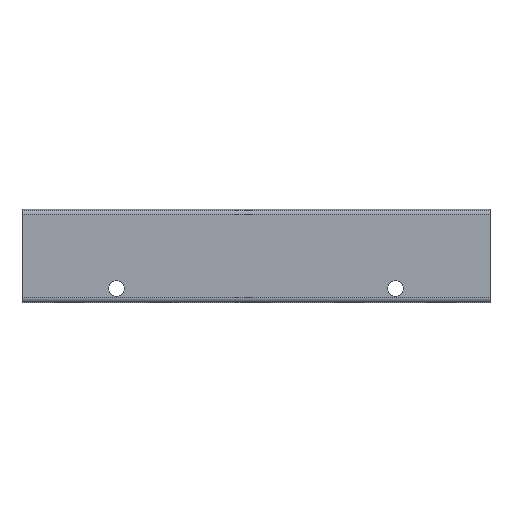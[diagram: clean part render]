
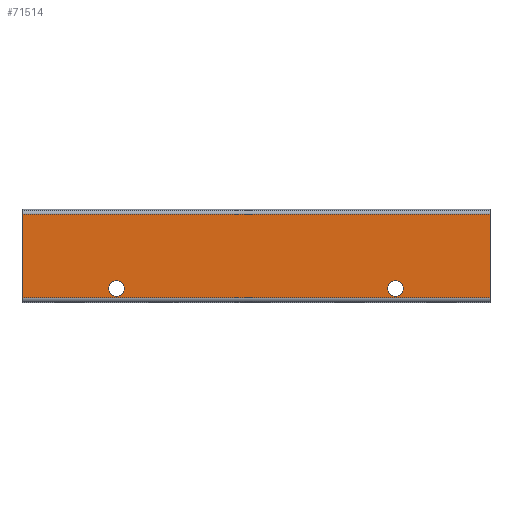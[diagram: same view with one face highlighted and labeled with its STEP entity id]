
A CAD part, top view. The second image highlights one B-rep face of the part: STEP entity #71514.
In plain terms, the highlighted planar face has unit normal (0, 0, 1).
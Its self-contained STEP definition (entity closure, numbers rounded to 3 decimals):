
#143=CARTESIAN_POINT('',(92.5,-10.5,10.0));
#144=VERTEX_POINT('',#143);
#160=CARTESIAN_POINT('',(87.5,-10.5,10.0));
#161=VERTEX_POINT('',#160);
#168=CARTESIAN_POINT('',(90.0,-10.5,10.0));
#169=DIRECTION('',(0.0,0.0,-1.0));
#170=DIRECTION('',(1.0,0.0,0.0));
#171=AXIS2_PLACEMENT_3D('',#168,#169,#170);
#172=CIRCLE('',#171,2.5);
#173=EDGE_CURVE('',#144,#161,#172,.T.);
#185=CARTESIAN_POINT('',(2.5,-10.5,10.0));
#186=VERTEX_POINT('',#185);
#202=CARTESIAN_POINT('',(-2.5,-10.5,10.0));
#203=VERTEX_POINT('',#202);
#210=CARTESIAN_POINT('',(0.,-10.5,10.0));
#211=DIRECTION('',(0.0,0.0,-1.0));
#212=DIRECTION('',(1.0,0.0,0.0));
#213=AXIS2_PLACEMENT_3D('',#210,#211,#212);
#214=CIRCLE('',#213,2.5);
#215=EDGE_CURVE('',#186,#203,#214,.T.);
#955=CARTESIAN_POINT('',(120.5,-13.5,10.0));
#956=VERTEX_POINT('',#955);
#964=CARTESIAN_POINT('',(-30.5,-13.5,10.0));
#965=VERTEX_POINT('',#964);
#966=CARTESIAN_POINT('',(120.5,-13.5,10.0));
#967=DIRECTION('',(-1.0,0.0,0.0));
#968=VECTOR('',#967,151.0);
#969=LINE('',#966,#968);
#970=EDGE_CURVE('',#956,#965,#969,.T.);
#1081=CARTESIAN_POINT('',(-30.5,13.5,10.0));
#1082=VERTEX_POINT('',#1081);
#1090=CARTESIAN_POINT('',(120.5,13.5,10.0));
#1091=VERTEX_POINT('',#1090);
#1092=CARTESIAN_POINT('',(-30.5,13.5,10.0));
#1093=DIRECTION('',(1.0,0.0,0.0));
#1094=VECTOR('',#1093,151.0);
#1095=LINE('',#1092,#1094);
#1096=EDGE_CURVE('',#1082,#1091,#1095,.T.);
#71257=CARTESIAN_POINT('',(120.5,13.5,10.0));
#71258=DIRECTION('',(0.0,-1.0,0.0));
#71259=VECTOR('',#71258,27.0);
#71260=LINE('',#71257,#71259);
#71261=EDGE_CURVE('',#1091,#956,#71260,.T.);
#71478=CARTESIAN_POINT('',(0.,0.,10.0));
#71479=DIRECTION('',(0.0,0.0,1.0));
#71480=DIRECTION('',(1.0,0.0,0.0));
#71481=AXIS2_PLACEMENT_3D('',#71478,#71479,#71480);
#71482=PLANE('',#71481);
#71483=ORIENTED_EDGE('',*,*,#1096,.F.);
#71484=CARTESIAN_POINT('',(-30.5,-13.5,10.0));
#71485=DIRECTION('',(0.0,1.0,0.0));
#71486=VECTOR('',#71485,27.0);
#71487=LINE('',#71484,#71486);
#71488=EDGE_CURVE('',#965,#1082,#71487,.T.);
#71489=ORIENTED_EDGE('',*,*,#71488,.F.);
#71490=ORIENTED_EDGE('',*,*,#970,.F.);
#71491=ORIENTED_EDGE('',*,*,#71261,.F.);
#71492=EDGE_LOOP('',(#71483,#71489,#71490,#71491));
#71493=FACE_OUTER_BOUND('',#71492,.T.);
#71494=ORIENTED_EDGE('',*,*,#173,.T.);
#71495=CARTESIAN_POINT('',(90.0,-10.5,10.0));
#71496=DIRECTION('',(0.0,0.0,-1.0));
#71497=DIRECTION('',(1.0,0.0,0.0));
#71498=AXIS2_PLACEMENT_3D('',#71495,#71496,#71497);
#71499=CIRCLE('',#71498,2.5);
#71500=EDGE_CURVE('',#161,#144,#71499,.T.);
#71501=ORIENTED_EDGE('',*,*,#71500,.T.);
#71502=EDGE_LOOP('',(#71494,#71501));
#71503=FACE_BOUND('',#71502,.T.);
#71504=ORIENTED_EDGE('',*,*,#215,.T.);
#71505=CARTESIAN_POINT('',(0.,-10.5,10.0));
#71506=DIRECTION('',(0.0,0.0,-1.0));
#71507=DIRECTION('',(1.0,0.0,0.0));
#71508=AXIS2_PLACEMENT_3D('',#71505,#71506,#71507);
#71509=CIRCLE('',#71508,2.5);
#71510=EDGE_CURVE('',#203,#186,#71509,.T.);
#71511=ORIENTED_EDGE('',*,*,#71510,.T.);
#71512=EDGE_LOOP('',(#71504,#71511));
#71513=FACE_BOUND('',#71512,.T.);
#71514=ADVANCED_FACE('',(#71493,#71503,#71513),#71482,.T.);
